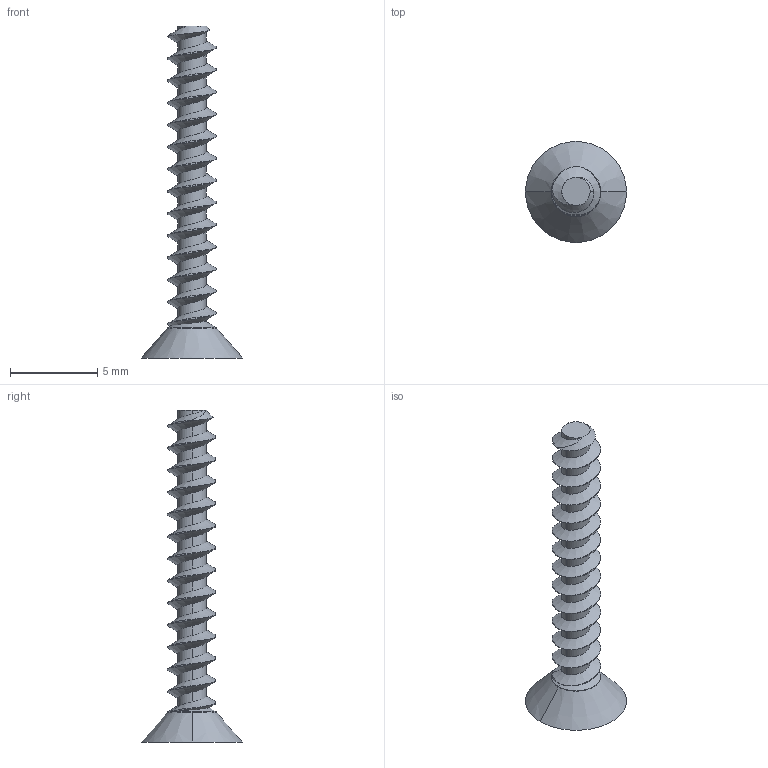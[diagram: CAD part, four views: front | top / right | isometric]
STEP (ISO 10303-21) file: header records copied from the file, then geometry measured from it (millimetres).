
FILE_DESCRIPTION (( 'STEP AP203' ), '1' );
FILE_NAME ('B00GDYL290.3D.STEP', '2014-07-18T07:19:40', ( 'COMP' ), ( 'KTL' ), 'SwSTEP 2.0', 'SolidWorks 2010', '' );
FILE_SCHEMA (( 'CONFIG_CONTROL_DESIGN' ));
Length unit declared in the file: millimetre
Products named in the file (1): B00GDYL290.3D
Bounding box: 5.8 x 5.8 x 19.05 mm (x, y, z)
Volume: 77 mm3; surface area: 240.1 mm2
Topology: 1 solids, 1 shells, 202 faces, 555 edges, 356 vertices
Faces by surface type: cylinder 124, plane 55, cone 21, bspline 2
Entity records: 10341 total; most frequent: CARTESIAN_POINT 5856, ORIENTED_EDGE 1110, DIRECTION 661, EDGE_CURVE 555, VERTEX_POINT 356, B_SPLINE_CURVE_WITH_KNOTS 275, AXIS2_PLACEMENT_3D 241, EDGE_LOOP 203
